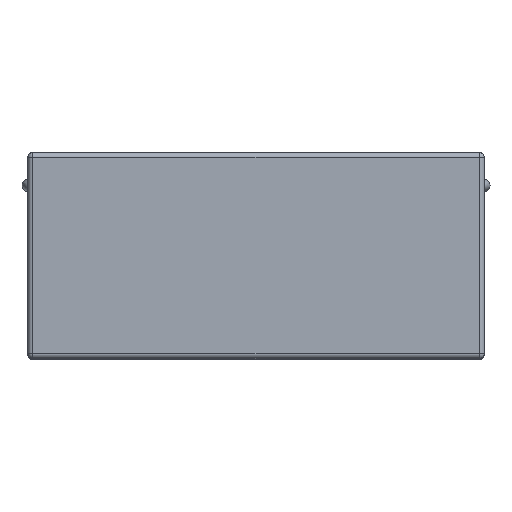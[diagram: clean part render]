
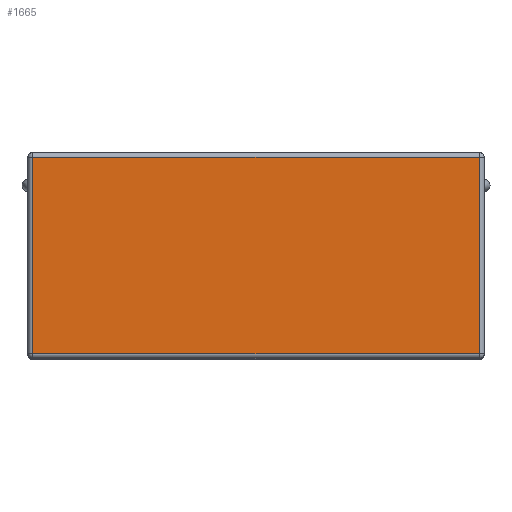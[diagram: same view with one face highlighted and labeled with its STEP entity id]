
A CAD part, top view. The second image highlights one B-rep face of the part: STEP entity #1665.
In plain terms, the highlighted planar face has unit normal (0, 0, 1).
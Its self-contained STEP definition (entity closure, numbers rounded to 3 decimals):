
#34 = EDGE_CURVE ( 'NONE', #1857, #471, #45, .T. ) ;
#45 = LINE ( 'NONE', #784, #854 ) ;
#102 = LINE ( 'NONE', #1174, #1418 ) ;
#105 = CARTESIAN_POINT ( 'NONE',  ( -70.5, 50., 72. ) ) ;
#123 = VECTOR ( 'NONE', #1882, 1000. ) ;
#146 = CARTESIAN_POINT ( 'NONE',  ( 70.5, 63.5, 72. ) ) ;
#166 = LINE ( 'NONE', #105, #123 ) ;
#179 = CARTESIAN_POINT ( 'NONE',  ( -70.5, 63.5, 72. ) ) ;
#219 = VECTOR ( 'NONE', #1416, 1000. ) ;
#315 = ORIENTED_EDGE ( 'NONE', *, *, #34, .T. ) ;
#358 = CARTESIAN_POINT ( 'NONE',  ( -72., 1.5, 72. ) ) ;
#395 = ORIENTED_EDGE ( 'NONE', *, *, #1373, .T. ) ;
#444 = ORIENTED_EDGE ( 'NONE', *, *, #919, .T. ) ;
#471 = VERTEX_POINT ( 'NONE', #146 ) ;
#589 = DIRECTION ( 'NONE',  ( -1., 0., 0. ) ) ;
#605 = EDGE_LOOP ( 'NONE', ( #444, #395, #315, #811 ) ) ;
#609 = VERTEX_POINT ( 'NONE', #179 ) ;
#784 = CARTESIAN_POINT ( 'NONE',  ( 70.5, 50., 72. ) ) ;
#811 = ORIENTED_EDGE ( 'NONE', *, *, #1711, .T. ) ;
#854 = VECTOR ( 'NONE', #1795, 1000. ) ;
#881 = DIRECTION ( 'NONE',  ( 1., 0., 0. ) ) ;
#889 = CARTESIAN_POINT ( 'NONE',  ( -70.5, 1.5, 72. ) ) ;
#919 = EDGE_CURVE ( 'NONE', #609, #1054, #166, .T. ) ;
#1054 = VERTEX_POINT ( 'NONE', #889 ) ;
#1066 = CARTESIAN_POINT ( 'NONE',  ( 70.5, 1.5, 72. ) ) ;
#1174 = CARTESIAN_POINT ( 'NONE',  ( -72., 63.5, 72. ) ) ;
#1350 = AXIS2_PLACEMENT_3D ( 'NONE', #1749, #1755, #881 ) ;
#1367 = LINE ( 'NONE', #358, #219 ) ;
#1373 = EDGE_CURVE ( 'NONE', #1054, #1857, #1367, .T. ) ;
#1416 = DIRECTION ( 'NONE',  ( 1., 0., 0. ) ) ;
#1418 = VECTOR ( 'NONE', #589, 1000. ) ;
#1615 = PLANE ( 'NONE',  #1350 ) ;
#1665 = ADVANCED_FACE ( 'NONE', ( #1770 ), #1615, .T. ) ;
#1711 = EDGE_CURVE ( 'NONE', #471, #609, #102, .T. ) ;
#1749 = CARTESIAN_POINT ( 'NONE',  ( -72., 50., 72. ) ) ;
#1755 = DIRECTION ( 'NONE',  ( 0., 0., 1. ) ) ;
#1770 = FACE_OUTER_BOUND ( 'NONE', #605, .T. ) ;
#1795 = DIRECTION ( 'NONE',  ( 0., 1., 0. ) ) ;
#1857 = VERTEX_POINT ( 'NONE', #1066 ) ;
#1882 = DIRECTION ( 'NONE',  ( 0., -1., 0. ) ) ;
